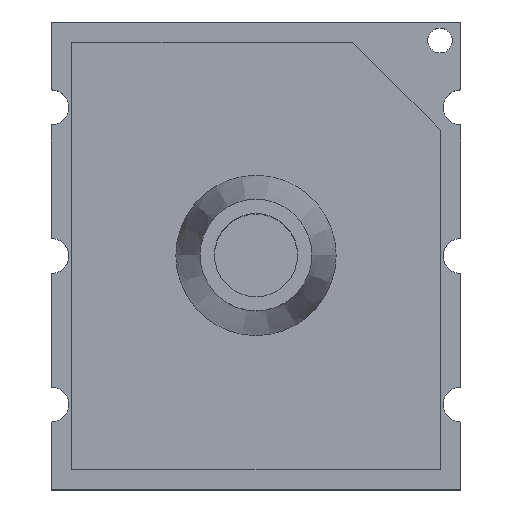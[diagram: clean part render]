
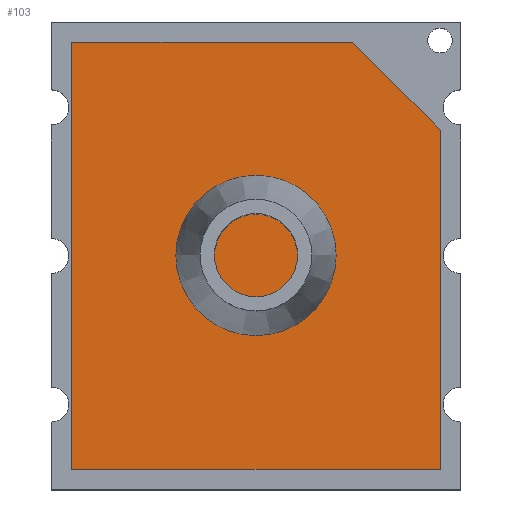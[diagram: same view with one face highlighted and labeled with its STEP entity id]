
A CAD part, top view. The second image highlights one B-rep face of the part: STEP entity #103.
In plain terms, the highlighted planar face has unit normal (0, 0, 1).
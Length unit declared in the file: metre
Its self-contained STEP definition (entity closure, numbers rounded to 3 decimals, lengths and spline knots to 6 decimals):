
#103 = ADVANCED_FACE( '', ( #218 ), #219, .T. );
#218 = FACE_OUTER_BOUND( '', #344, .T. );
#219 = PLANE( '', #345 );
#344 = EDGE_LOOP( '', ( #527, #528, #529, #530, #531 ) );
#345 = AXIS2_PLACEMENT_3D( '', #532, #533, #534 );
#527 = ORIENTED_EDGE( '', *, *, #737, .F. );
#528 = ORIENTED_EDGE( '', *, *, #738, .F. );
#529 = ORIENTED_EDGE( '', *, *, #727, .T. );
#530 = ORIENTED_EDGE( '', *, *, #699, .T. );
#531 = ORIENTED_EDGE( '', *, *, #735, .F. );
#532 = CARTESIAN_POINT( '', ( 0., 0., 0.0025 ) );
#533 = DIRECTION( '', ( 0., 0., 1. ) );
#534 = DIRECTION( '', ( 1., 0., 0. ) );
#699 = EDGE_CURVE( '', #826, #824, #827, .T. );
#727 = EDGE_CURVE( '', #871, #826, #872, .T. );
#735 = EDGE_CURVE( '', #881, #824, #883, .T. );
#737 = EDGE_CURVE( '', #885, #881, #886, .T. );
#738 = EDGE_CURVE( '', #871, #885, #887, .T. );
#824 = VERTEX_POINT( '', #996 );
#826 = VERTEX_POINT( '', #999 );
#827 = LINE( '', #1000, #1001 );
#871 = VERTEX_POINT( '', #1055 );
#872 = LINE( '', #1056, #1057 );
#881 = VERTEX_POINT( '', #1070 );
#883 = LINE( '', #1073, #1074 );
#885 = VERTEX_POINT( '', #1076 );
#886 = LINE( '', #1077, #1078 );
#887 = LINE( '', #1079, #1080 );
#996 = CARTESIAN_POINT( '', ( -0.00315, -0.00365, 0.0025 ) );
#999 = CARTESIAN_POINT( '', ( -0.00315, 0.00365, 0.0025 ) );
#1000 = CARTESIAN_POINT( '', ( -0.00315, 0., 0.0025 ) );
#1001 = VECTOR( '', #1172, 1. );
#1055 = CARTESIAN_POINT( '', ( 0.00165, 0.00365, 0.0025 ) );
#1056 = CARTESIAN_POINT( '', ( -0.00075, 0.00365, 0.0025 ) );
#1057 = VECTOR( '', #1207, 1. );
#1070 = CARTESIAN_POINT( '', ( 0.00315, -0.00365, 0.0025 ) );
#1073 = CARTESIAN_POINT( '', ( 0., -0.00365, 0.0025 ) );
#1074 = VECTOR( '', #1213, 1. );
#1076 = CARTESIAN_POINT( '', ( 0.00315, 0.00215, 0.0025 ) );
#1077 = CARTESIAN_POINT( '', ( 0.00315, -0.00075, 0.0025 ) );
#1078 = VECTOR( '', #1214, 1. );
#1079 = CARTESIAN_POINT( '', ( 0.0024, 0.0029, 0.0025 ) );
#1080 = VECTOR( '', #1215, 1. );
#1172 = DIRECTION( '', ( 0., -1., 0. ) );
#1207 = DIRECTION( '', ( -1., 0., 0. ) );
#1213 = DIRECTION( '', ( -1., 0., 0. ) );
#1214 = DIRECTION( '', ( 0., -1., 0. ) );
#1215 = DIRECTION( '', ( 0.707, -0.707, 0. ) );
